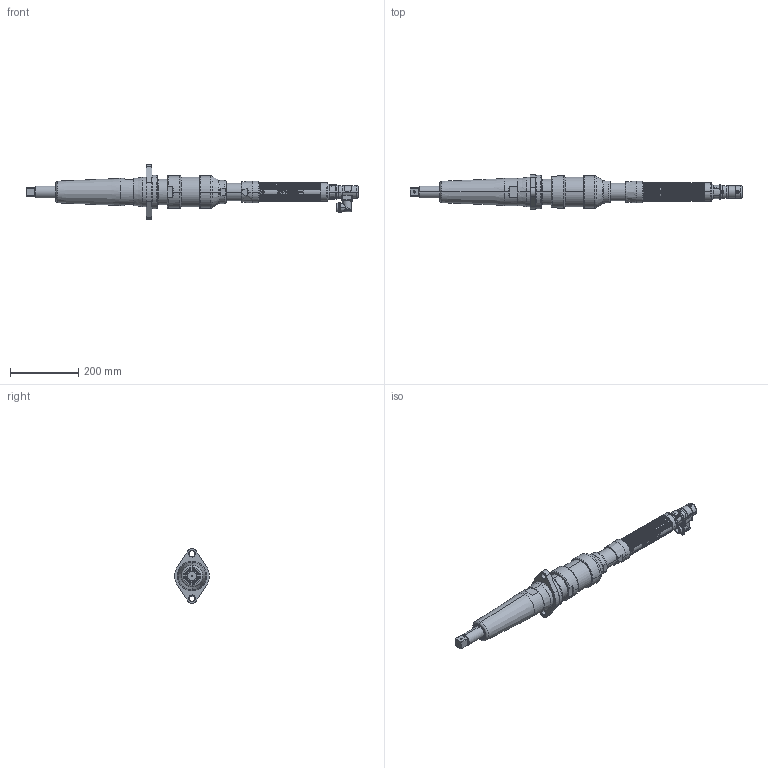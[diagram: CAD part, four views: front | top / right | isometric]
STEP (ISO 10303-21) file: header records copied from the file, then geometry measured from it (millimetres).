
FILE_DESCRIPTION((''),'2;1');
FILE_NAME('EB55MB5F2-800','2018-06-14T',('CEG0317'),(''),'PRO/ENGINEER BY PARAMETRIC TECHNOLOGY CORPORATION, 2016360','PRO/ENGINEER BY PARAMETRIC TECHNOLOGY CORPORATION, 2016360','');
FILE_SCHEMA(('CONFIG_CONTROL_DESIGN'));
Products named in the file (1): EB55MB5F2-800
Bounding box: 971.99 x 101.25 x 160.35 mm (x, y, z)
Surface area: 315663.8 mm2 (no closed solid volume)
Topology: 0 solids, 142 shells, 1346 faces, 5036 edges, 3711 vertices
Faces by surface type: plane 820, cylinder 339, cone 67, torus 58, bspline 50, extrusion 12
Entity records: 64922 total; most frequent: CARTESIAN_POINT 24811, DIRECTION 7812, ORIENTED_EDGE 7331, EDGE_CURVE 5036, VERTEX_POINT 3711, VECTOR 3068, LINE 3056, AXIS2_PLACEMENT_3D 2372
